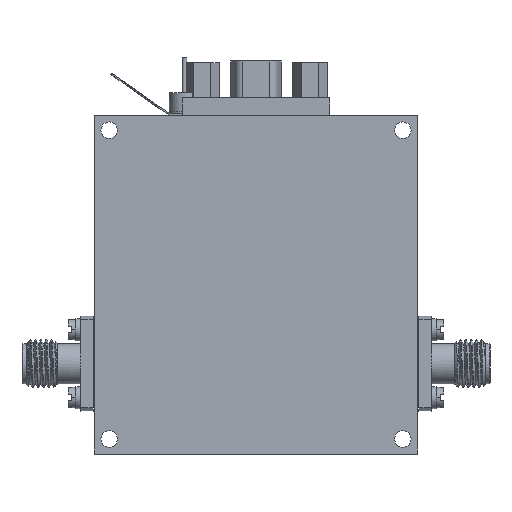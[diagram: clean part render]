
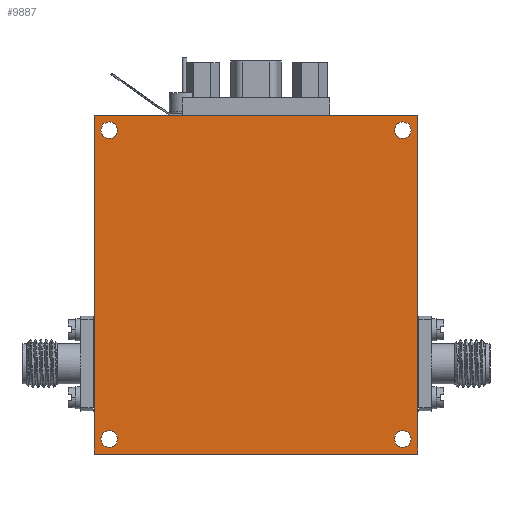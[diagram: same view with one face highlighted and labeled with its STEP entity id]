
A CAD part, front view. The second image highlights one B-rep face of the part: STEP entity #9887.
In plain terms, the highlighted planar face has unit normal (0, -1, 0).
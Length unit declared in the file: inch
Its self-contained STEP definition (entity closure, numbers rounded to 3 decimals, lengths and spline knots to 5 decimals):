
#5 = CARTESIAN_POINT ( 'NONE',  ( -0.76772, 0., 0.76378 ) ) ;
#412 = CIRCLE ( 'NONE', #17937, 0.04331 ) ;
#418 = ORIENTED_EDGE ( 'NONE', *, *, #11098, .F. ) ;
#514 = CARTESIAN_POINT ( 'NONE',  ( -0.84646, 0., 0.88583 ) ) ;
#535 = EDGE_CURVE ( 'NONE', #16998, #25377, #10477, .T. ) ;
#819 = AXIS2_PLACEMENT_3D ( 'NONE', #20350, #18275, #22568 ) ;
#871 = ORIENTED_EDGE ( 'NONE', *, *, #13233, .F. ) ;
#1138 = EDGE_CURVE ( 'NONE', #25281, #20792, #13197, .T. ) ;
#1820 = ORIENTED_EDGE ( 'NONE', *, *, #6691, .F. ) ;
#2535 = CARTESIAN_POINT ( 'NONE',  ( 0.76772, 0., 0.76378 ) ) ;
#2802 = CARTESIAN_POINT ( 'NONE',  ( 0.84646, 0., 0.88583 ) ) ;
#2986 = EDGE_LOOP ( 'NONE', ( #17503, #12071 ) ) ;
#3113 = VECTOR ( 'NONE', #4796, 39.37008 ) ;
#3231 = LINE ( 'NONE', #11596, #13697 ) ;
#3563 = CARTESIAN_POINT ( 'NONE',  ( 0.76772, 0., 0.85039 ) ) ;
#4027 = DIRECTION ( 'NONE',  ( 0., -1., 0. ) ) ;
#4259 = AXIS2_PLACEMENT_3D ( 'NONE', #16583, #22918, #25088 ) ;
#4796 = DIRECTION ( 'NONE',  ( 0., 0., 1. ) ) ;
#4924 = VERTEX_POINT ( 'NONE', #5 ) ;
#5414 = AXIS2_PLACEMENT_3D ( 'NONE', #18985, #4027, #14466 ) ;
#5952 = VERTEX_POINT ( 'NONE', #18629 ) ;
#6178 = AXIS2_PLACEMENT_3D ( 'NONE', #20216, #18431, #18695 ) ;
#6499 = ORIENTED_EDGE ( 'NONE', *, *, #15102, .F. ) ;
#6691 = EDGE_CURVE ( 'NONE', #18634, #22367, #11189, .T. ) ;
#6739 = EDGE_LOOP ( 'NONE', ( #23162, #6499, #10483, #18547 ) ) ;
#6879 = VERTEX_POINT ( 'NONE', #19064 ) ;
#7132 = DIRECTION ( 'NONE',  ( 0., 0., -1. ) ) ;
#7283 = DIRECTION ( 'NONE',  ( 0., -1., 0. ) ) ;
#7956 = CARTESIAN_POINT ( 'NONE',  ( 0.76772, 0., -0.76378 ) ) ;
#8368 = DIRECTION ( 'NONE',  ( 0., 0., -1. ) ) ;
#8748 = CIRCLE ( 'NONE', #22801, 0.04331 ) ;
#8758 = CIRCLE ( 'NONE', #9641, 0.04331 ) ;
#9641 = AXIS2_PLACEMENT_3D ( 'NONE', #19489, #15502, #23878 ) ;
#9887 = ADVANCED_FACE ( 'NONE', ( #11978, #14176, #20358, #10328, #16648 ), #20766, .F. ) ;
#10080 = DIRECTION ( 'NONE',  ( 0., 0., -1. ) ) ;
#10207 = VERTEX_POINT ( 'NONE', #15534 ) ;
#10328 = FACE_BOUND ( 'NONE', #20788, .T. ) ;
#10395 = CIRCLE ( 'NONE', #4259, 0.04331 ) ;
#10422 = CARTESIAN_POINT ( 'NONE',  ( 0.76772, 0., 0.80709 ) ) ;
#10477 = CIRCLE ( 'NONE', #14425, 0.04331 ) ;
#10483 = ORIENTED_EDGE ( 'NONE', *, *, #1138, .F. ) ;
#11030 = ORIENTED_EDGE ( 'NONE', *, *, #535, .F. ) ;
#11098 = EDGE_CURVE ( 'NONE', #4924, #23953, #10395, .T. ) ;
#11189 = CIRCLE ( 'NONE', #15582, 0.04331 ) ;
#11533 = CARTESIAN_POINT ( 'NONE',  ( 0.76772, 0., 0.80709 ) ) ;
#11596 = CARTESIAN_POINT ( 'NONE',  ( -0.84646, 0., 0.88583 ) ) ;
#11807 = DIRECTION ( 'NONE',  ( 0., 0., -1. ) ) ;
#11868 = DIRECTION ( 'NONE',  ( 1., 0., 0. ) ) ;
#11978 = FACE_BOUND ( 'NONE', #20533, .T. ) ;
#12071 = ORIENTED_EDGE ( 'NONE', *, *, #27000, .F. ) ;
#12539 = DIRECTION ( 'NONE',  ( 0., -1., 0. ) ) ;
#13038 = VERTEX_POINT ( 'NONE', #2802 ) ;
#13196 = LINE ( 'NONE', #25575, #21200 ) ;
#13197 = LINE ( 'NONE', #21051, #22424 ) ;
#13233 = EDGE_CURVE ( 'NONE', #23953, #4924, #24493, .T. ) ;
#13697 = VECTOR ( 'NONE', #11868, 39.37008 ) ;
#14176 = FACE_BOUND ( 'NONE', #2986, .T. ) ;
#14425 = AXIS2_PLACEMENT_3D ( 'NONE', #23888, #24161, #7132 ) ;
#14466 = DIRECTION ( 'NONE',  ( 0., 0., -1. ) ) ;
#14661 = CARTESIAN_POINT ( 'NONE',  ( -0.84646, 0., -0.88583 ) ) ;
#14819 = CARTESIAN_POINT ( 'NONE',  ( 0.84646, 0., -0.88583 ) ) ;
#15102 = EDGE_CURVE ( 'NONE', #20792, #13038, #3231, .T. ) ;
#15502 = DIRECTION ( 'NONE',  ( 0., -1., 0. ) ) ;
#15534 = CARTESIAN_POINT ( 'NONE',  ( 0.84646, 0., -0.88583 ) ) ;
#15582 = AXIS2_PLACEMENT_3D ( 'NONE', #11533, #7283, #11807 ) ;
#16583 = CARTESIAN_POINT ( 'NONE',  ( -0.76772, 0., 0.80709 ) ) ;
#16648 = FACE_OUTER_BOUND ( 'NONE', #6739, .T. ) ;
#16998 = VERTEX_POINT ( 'NONE', #7956 ) ;
#17462 = DIRECTION ( 'NONE',  ( 1., 0., 0. ) ) ;
#17503 = ORIENTED_EDGE ( 'NONE', *, *, #24172, .F. ) ;
#17937 = AXIS2_PLACEMENT_3D ( 'NONE', #22725, #12539, #10080 ) ;
#18275 = DIRECTION ( 'NONE',  ( 0., -1., 0. ) ) ;
#18431 = DIRECTION ( 'NONE',  ( 0., 1., 0. ) ) ;
#18547 = ORIENTED_EDGE ( 'NONE', *, *, #26048, .T. ) ;
#18629 = CARTESIAN_POINT ( 'NONE',  ( -0.76772, 0., -0.85039 ) ) ;
#18634 = VERTEX_POINT ( 'NONE', #2535 ) ;
#18695 = DIRECTION ( 'NONE',  ( 0., 0., 1. ) ) ;
#18985 = CARTESIAN_POINT ( 'NONE',  ( -0.76772, 0., -0.80709 ) ) ;
#19064 = CARTESIAN_POINT ( 'NONE',  ( -0.76772, 0., -0.76378 ) ) ;
#19363 = CARTESIAN_POINT ( 'NONE',  ( -0.76772, 0., 0.85039 ) ) ;
#19475 = EDGE_CURVE ( 'NONE', #22367, #18634, #8748, .T. ) ;
#19489 = CARTESIAN_POINT ( 'NONE',  ( -0.76772, 0., -0.80709 ) ) ;
#20216 = CARTESIAN_POINT ( 'NONE',  ( 0., 0., 0. ) ) ;
#20350 = CARTESIAN_POINT ( 'NONE',  ( -0.76772, 0., 0.80709 ) ) ;
#20358 = FACE_BOUND ( 'NONE', #24741, .T. ) ;
#20450 = EDGE_CURVE ( 'NONE', #10207, #13038, #23609, .T. ) ;
#20533 = EDGE_LOOP ( 'NONE', ( #418, #871 ) ) ;
#20766 = PLANE ( 'NONE',  #6178 ) ;
#20779 = CIRCLE ( 'NONE', #5414, 0.04331 ) ;
#20788 = EDGE_LOOP ( 'NONE', ( #1820, #24946 ) ) ;
#20792 = VERTEX_POINT ( 'NONE', #514 ) ;
#21051 = CARTESIAN_POINT ( 'NONE',  ( -0.84646, 0., -0.88583 ) ) ;
#21200 = VECTOR ( 'NONE', #17462, 39.37008 ) ;
#21595 = DIRECTION ( 'NONE',  ( 0., 0., 1. ) ) ;
#21662 = CARTESIAN_POINT ( 'NONE',  ( 0.76772, 0., -0.85039 ) ) ;
#22367 = VERTEX_POINT ( 'NONE', #3563 ) ;
#22424 = VECTOR ( 'NONE', #21595, 39.37008 ) ;
#22568 = DIRECTION ( 'NONE',  ( 0., 0., -1. ) ) ;
#22725 = CARTESIAN_POINT ( 'NONE',  ( 0.76772, 0., -0.80709 ) ) ;
#22801 = AXIS2_PLACEMENT_3D ( 'NONE', #10422, #27186, #8368 ) ;
#22918 = DIRECTION ( 'NONE',  ( 0., -1., 0. ) ) ;
#23162 = ORIENTED_EDGE ( 'NONE', *, *, #20450, .T. ) ;
#23609 = LINE ( 'NONE', #14819, #3113 ) ;
#23643 = EDGE_CURVE ( 'NONE', #25377, #16998, #412, .T. ) ;
#23878 = DIRECTION ( 'NONE',  ( 0., 0., -1. ) ) ;
#23888 = CARTESIAN_POINT ( 'NONE',  ( 0.76772, 0., -0.80709 ) ) ;
#23953 = VERTEX_POINT ( 'NONE', #19363 ) ;
#24161 = DIRECTION ( 'NONE',  ( 0., -1., 0. ) ) ;
#24172 = EDGE_CURVE ( 'NONE', #5952, #6879, #8758, .T. ) ;
#24493 = CIRCLE ( 'NONE', #819, 0.04331 ) ;
#24741 = EDGE_LOOP ( 'NONE', ( #24986, #11030 ) ) ;
#24946 = ORIENTED_EDGE ( 'NONE', *, *, #19475, .F. ) ;
#24986 = ORIENTED_EDGE ( 'NONE', *, *, #23643, .F. ) ;
#25088 = DIRECTION ( 'NONE',  ( 0., 0., -1. ) ) ;
#25281 = VERTEX_POINT ( 'NONE', #14661 ) ;
#25377 = VERTEX_POINT ( 'NONE', #21662 ) ;
#25575 = CARTESIAN_POINT ( 'NONE',  ( -0.84646, 0., -0.88583 ) ) ;
#26048 = EDGE_CURVE ( 'NONE', #25281, #10207, #13196, .T. ) ;
#27000 = EDGE_CURVE ( 'NONE', #6879, #5952, #20779, .T. ) ;
#27186 = DIRECTION ( 'NONE',  ( 0., -1., 0. ) ) ;
